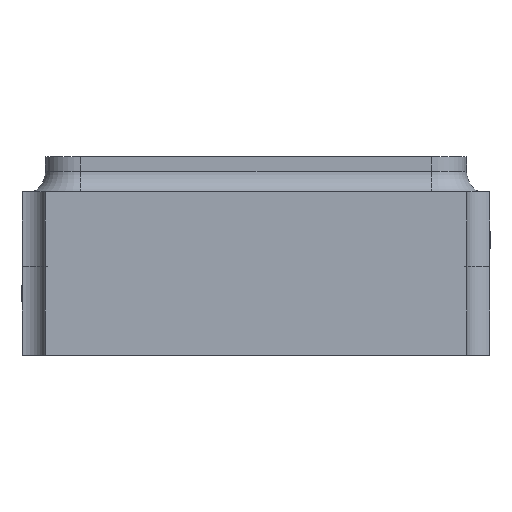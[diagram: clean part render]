
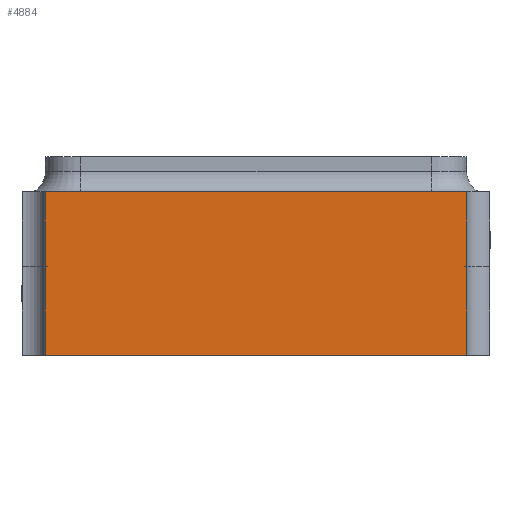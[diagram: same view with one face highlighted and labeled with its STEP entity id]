
A CAD part, left-side view. The second image highlights one B-rep face of the part: STEP entity #4884.
In plain terms, the highlighted planar face has unit normal (-1, 0, 0).
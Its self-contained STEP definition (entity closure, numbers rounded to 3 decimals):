
#315=LINE('',#6358,#641);
#334=LINE('',#6399,#660);
#347=LINE('',#6435,#673);
#354=LINE('',#6448,#680);
#371=LINE('',#6488,#697);
#372=LINE('',#6492,#698);
#641=VECTOR('',#5482,1000.);
#660=VECTOR('',#5517,1000.);
#673=VECTOR('',#5554,1000.);
#680=VECTOR('',#5569,1000.);
#697=VECTOR('',#5614,1000.);
#698=VECTOR('',#5619,1000.);
#1171=ORIENTED_EDGE('',*,*,#2100,.T.);
#1172=ORIENTED_EDGE('',*,*,#2054,.F.);
#1173=ORIENTED_EDGE('',*,*,#2092,.F.);
#1174=ORIENTED_EDGE('',*,*,#2123,.F.);
#1175=ORIENTED_EDGE('',*,*,#2121,.T.);
#1176=ORIENTED_EDGE('',*,*,#2074,.T.);
#2054=EDGE_CURVE('',#2558,#2570,#315,.T.);
#2074=EDGE_CURVE('',#2578,#2584,#334,.T.);
#2092=EDGE_CURVE('',#2595,#2558,#347,.T.);
#2100=EDGE_CURVE('',#2584,#2570,#354,.T.);
#2121=EDGE_CURVE('',#2607,#2578,#371,.T.);
#2123=EDGE_CURVE('',#2607,#2595,#372,.T.);
#2558=VERTEX_POINT('',#6321);
#2570=VERTEX_POINT('',#6357);
#2578=VERTEX_POINT('',#6376);
#2584=VERTEX_POINT('',#6398);
#2595=VERTEX_POINT('',#6434);
#2607=VERTEX_POINT('',#6489);
#2982=EDGE_LOOP('',(#1171,#1172,#1173,#1174,#1175,#1176));
#3226=FACE_BOUND('',#2982,.T.);
#3459=PLANE('',#5151);
#4884=ADVANCED_FACE('',(#3226),#3459,.F.);
#5151=AXIS2_PLACEMENT_3D('',#6491,#5617,#5618);
#5482=DIRECTION('',(0.,0.,-1.));
#5517=DIRECTION('',(0.,0.,-1.));
#5554=DIRECTION('',(0.,0.,-1.));
#5569=DIRECTION('',(0.,-1.,0.));
#5614=DIRECTION('',(0.,0.,-1.));
#5617=DIRECTION('',(1.,0.,0.));
#5618=DIRECTION('',(0.,0.,-1.));
#5619=DIRECTION('',(0.,-1.,0.));
#6321=CARTESIAN_POINT('',(-1.25,-0.9,0.38));
#6357=CARTESIAN_POINT('',(-1.25,-0.9,0.));
#6358=CARTESIAN_POINT('',(-1.25,-0.9,0.7));
#6376=CARTESIAN_POINT('',(-1.25,0.9,0.38));
#6398=CARTESIAN_POINT('',(-1.25,0.9,0.));
#6399=CARTESIAN_POINT('',(-1.25,0.9,0.7));
#6434=CARTESIAN_POINT('',(-1.25,-0.9,0.7));
#6435=CARTESIAN_POINT('',(-1.25,-0.9,0.7));
#6448=CARTESIAN_POINT('',(-1.25,0.9,0.));
#6488=CARTESIAN_POINT('',(-1.25,0.9,0.7));
#6489=CARTESIAN_POINT('',(-1.25,0.9,0.7));
#6491=CARTESIAN_POINT('',(-1.25,0.9,0.7));
#6492=CARTESIAN_POINT('',(-1.25,0.9,0.7));
